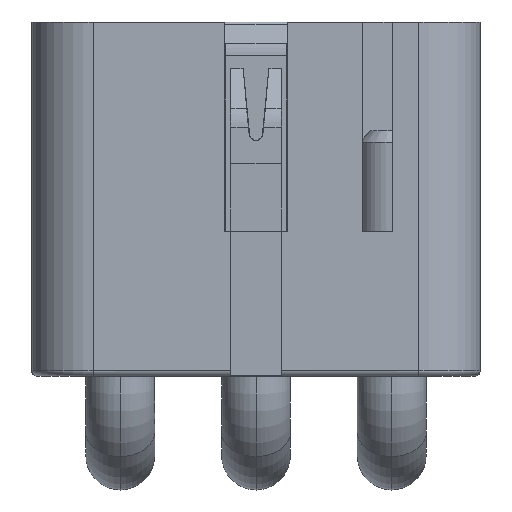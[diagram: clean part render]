
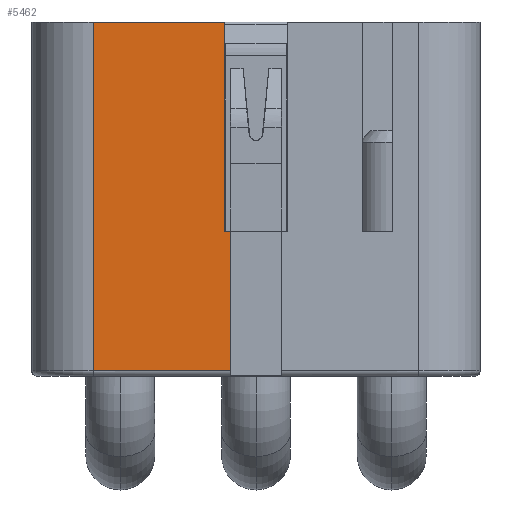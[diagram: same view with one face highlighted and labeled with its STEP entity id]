
A CAD part, top view. The second image highlights one B-rep face of the part: STEP entity #5462.
In plain terms, the highlighted planar face has unit normal (0, 0, 1).
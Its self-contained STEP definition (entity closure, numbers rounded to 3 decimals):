
#1728=DIRECTION('',(0.,1.,0.));
#1729=VECTOR('',#1728,19.);
#1730=CARTESIAN_POINT('',(-8.873,0.3,4.82));
#1731=LINE('',#1730,#1729);
#1732=DIRECTION('',(0.,1.,0.));
#1733=VECTOR('',#1732,11.4);
#1734=CARTESIAN_POINT('',(-1.7,7.9,4.82));
#1735=LINE('',#1734,#1733);
#1736=DIRECTION('',(-1.,0.,0.));
#1737=VECTOR('',#1736,0.3);
#1738=CARTESIAN_POINT('',(-1.4,7.9,4.82));
#1739=LINE('',#1738,#1737);
#1740=DIRECTION('',(-1.,0.,0.));
#1741=VECTOR('',#1740,7.174);
#1742=CARTESIAN_POINT('',(-1.7,19.3,4.82));
#1743=LINE('',#1742,#1741);
#1992=DIRECTION('',(-1.,0.,0.));
#1993=VECTOR('',#1992,7.473);
#1994=CARTESIAN_POINT('',(-1.4,0.3,4.82));
#1995=LINE('',#1994,#1993);
#2001=DIRECTION('',(0.,-1.,0.));
#2002=VECTOR('',#2001,7.6);
#2003=CARTESIAN_POINT('',(-1.4,7.9,4.82));
#2004=LINE('',#2003,#2002);
#2835=CARTESIAN_POINT('',(-1.7,7.9,4.82));
#2836=VERTEX_POINT('',#2835);
#2837=CARTESIAN_POINT('',(-1.4,7.9,4.82));
#2838=VERTEX_POINT('',#2837);
#3067=CARTESIAN_POINT('',(-8.873,0.3,4.82));
#3068=VERTEX_POINT('',#3067);
#3069=CARTESIAN_POINT('',(-8.873,19.3,4.82));
#3070=VERTEX_POINT('',#3069);
#3099=CARTESIAN_POINT('',(-1.7,19.3,4.82));
#3100=VERTEX_POINT('',#3099);
#3265=CARTESIAN_POINT('',(-1.4,0.3,4.82));
#3266=VERTEX_POINT('',#3265);
#5445=CARTESIAN_POINT('',(12.23,2.,4.82));
#5446=DIRECTION('',(0.,0.,1.));
#5447=DIRECTION('',(0.,-1.,0.));
#5448=AXIS2_PLACEMENT_3D('',#5445,#5446,#5447);
#5449=PLANE('',#5448);
#5451=ORIENTED_EDGE('',*,*,#5450,.F.);
#5453=ORIENTED_EDGE('',*,*,#5452,.F.);
#5455=ORIENTED_EDGE('',*,*,#5454,.T.);
#5457=ORIENTED_EDGE('',*,*,#5456,.T.);
#5458=ORIENTED_EDGE('',*,*,#5438,.T.);
#5459=ORIENTED_EDGE('',*,*,#3872,.F.);
#5460=EDGE_LOOP('',(#5451,#5453,#5455,#5457,#5458,#5459));
#5461=FACE_OUTER_BOUND('',#5460,.F.);
#5462=ADVANCED_FACE('',(#5461),#5449,.T.);
#3872=EDGE_CURVE('',#3100,#3070,#1743,.T.);
#5438=EDGE_CURVE('',#3068,#3070,#1731,.T.);
#5450=EDGE_CURVE('',#2836,#3100,#1735,.T.);
#5452=EDGE_CURVE('',#2838,#2836,#1739,.T.);
#5454=EDGE_CURVE('',#2838,#3266,#2004,.T.);
#5456=EDGE_CURVE('',#3266,#3068,#1995,.T.);
